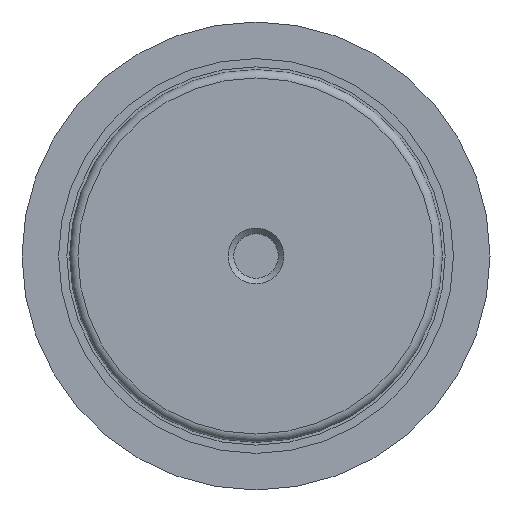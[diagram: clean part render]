
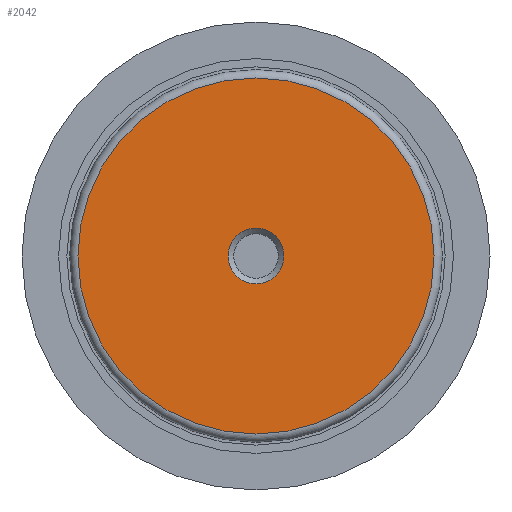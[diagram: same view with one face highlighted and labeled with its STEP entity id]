
A CAD part, front view. The second image highlights one B-rep face of the part: STEP entity #2042.
In plain terms, the highlighted planar face has unit normal (0, -1, 0).
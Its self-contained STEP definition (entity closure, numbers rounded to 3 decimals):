
#25=FACE_BOUND('',#491,.T.);
#314=PLANE('',#2276);
#381=FACE_OUTER_BOUND('',#490,.T.);
#490=EDGE_LOOP('',(#1580,#1581));
#491=EDGE_LOOP('',(#1582,#1583));
#645=CIRCLE('',#2274,31.95);
#646=CIRCLE('',#2275,31.95);
#647=CIRCLE('',#2277,5.);
#648=CIRCLE('',#2278,5.);
#850=VERTEX_POINT('',#3560);
#851=VERTEX_POINT('',#3561);
#852=VERTEX_POINT('',#3566);
#853=VERTEX_POINT('',#3567);
#1116=EDGE_CURVE('',#850,#851,#645,.T.);
#1117=EDGE_CURVE('',#851,#850,#646,.T.);
#1119=EDGE_CURVE('',#852,#853,#647,.T.);
#1120=EDGE_CURVE('',#853,#852,#648,.T.);
#1580=ORIENTED_EDGE('',*,*,#1116,.T.);
#1581=ORIENTED_EDGE('',*,*,#1117,.T.);
#1582=ORIENTED_EDGE('',*,*,#1119,.F.);
#1583=ORIENTED_EDGE('',*,*,#1120,.F.);
#2042=ADVANCED_FACE('',(#381,#25),#314,.T.);
#2274=AXIS2_PLACEMENT_3D('',#3562,#2776,#2777);
#2275=AXIS2_PLACEMENT_3D('',#3563,#2778,#2779);
#2276=AXIS2_PLACEMENT_3D('',#3565,#2781,#2782);
#2277=AXIS2_PLACEMENT_3D('',#3568,#2783,#2784);
#2278=AXIS2_PLACEMENT_3D('',#3569,#2785,#2786);
#2776=DIRECTION('center_axis',(0.,-1.,0.));
#2777=DIRECTION('ref_axis',(1.,0.,0.));
#2778=DIRECTION('center_axis',(0.,-1.,0.));
#2779=DIRECTION('ref_axis',(1.,0.,0.));
#2781=DIRECTION('center_axis',(0.,-1.,0.));
#2782=DIRECTION('ref_axis',(0.,0.,
-1.));
#2783=DIRECTION('center_axis',(0.,-1.,0.));
#2784=DIRECTION('ref_axis',(1.,0.,0.));
#2785=DIRECTION('center_axis',(0.,-1.,0.));
#2786=DIRECTION('ref_axis',(1.,0.,0.));
#3560=CARTESIAN_POINT('',(46.426,-45.295,-1.661));
#3561=CARTESIAN_POINT('',(-17.474,-45.295,-1.661));
#3562=CARTESIAN_POINT('Origin',(14.476,-45.295,-1.661));
#3563=CARTESIAN_POINT('Origin',(14.476,-45.295,-1.661));
#3565=CARTESIAN_POINT('Origin',(19.476,-45.295,-1.661));
#3566=CARTESIAN_POINT('',(19.476,-45.295,-1.661));
#3567=CARTESIAN_POINT('',(9.476,-45.295,-1.661));
#3568=CARTESIAN_POINT('Origin',(14.476,-45.295,-1.661));
#3569=CARTESIAN_POINT('Origin',(14.476,-45.295,-1.661));
